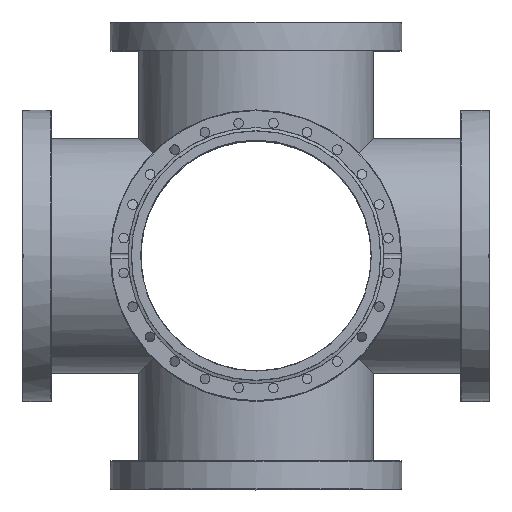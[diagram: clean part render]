
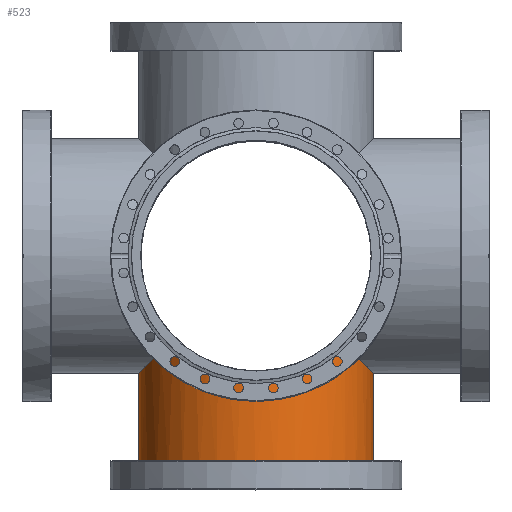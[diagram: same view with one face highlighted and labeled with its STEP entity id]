
A CAD part, top view. The second image highlights one B-rep face of the part: STEP entity #523.
In plain terms, the highlighted cylindrical face has radius 102 mm (diameter 204 mm), a full revolution.
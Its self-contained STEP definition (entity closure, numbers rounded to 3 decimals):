
#390=CARTESIAN_POINT('',(0.,102.,193.5));
#391=VERTEX_POINT('',#390);
#392=CARTESIAN_POINT('',(0.0,0.0,193.5));
#393=DIRECTION('',(0.0,0.0,-1.0));
#394=DIRECTION('',(-1.0,0.0,0.0));
#395=AXIS2_PLACEMENT_3D('',#392,#393,#394);
#396=CIRCLE('',#395,102.);
#397=EDGE_CURVE('',#391,#391,#396,.T.);
#420=CARTESIAN_POINT('',(-72.125,72.125,72.125));
#421=VERTEX_POINT('',#420);
#437=CARTESIAN_POINT('',(-72.125,-72.125,72.125));
#438=VERTEX_POINT('',#437);
#445=CARTESIAN_POINT('',(0.0,0.0,0.0));
#446=DIRECTION('',(0.707,0.,0.707));
#447=DIRECTION('',(-0.707,0.0,0.707));
#448=AXIS2_PLACEMENT_3D('',#445,#446,#447);
#449=ELLIPSE('',#448,144.25,102.0);
#450=EDGE_CURVE('',#421,#438,#449,.T.);
#460=CARTESIAN_POINT('',(72.125,72.125,72.125));
#461=VERTEX_POINT('',#460);
#470=CARTESIAN_POINT('',(72.125,-72.125,72.125));
#471=VERTEX_POINT('',#470);
#472=CARTESIAN_POINT('',(0.0,0.0,0.0));
#473=DIRECTION('',(-0.707,0.,0.707));
#474=DIRECTION('',(-0.707,0.0,-0.707));
#475=AXIS2_PLACEMENT_3D('',#472,#473,#474);
#476=ELLIPSE('',#475,144.25,102.);
#477=EDGE_CURVE('',#471,#461,#476,.T.);
#497=CARTESIAN_POINT('',(0.0,0.0,0.0));
#498=DIRECTION('',(0.0,0.0,1.0));
#499=DIRECTION('',(-1.0,0.0,0.0));
#500=AXIS2_PLACEMENT_3D('',#497,#498,#499);
#501=CYLINDRICAL_SURFACE('',#500,102.);
#502=ORIENTED_EDGE('',*,*,#397,.T.);
#503=EDGE_LOOP('',(#502));
#504=FACE_OUTER_BOUND('',#503,.T.);
#505=ORIENTED_EDGE('',*,*,#450,.T.);
#506=CARTESIAN_POINT('',(0.0,0.0,0.0));
#507=DIRECTION('',(0.0,0.707,0.707));
#508=DIRECTION('',(0.0,-0.707,0.707));
#509=AXIS2_PLACEMENT_3D('',#506,#507,#508);
#510=ELLIPSE('',#509,144.25,102.);
#511=EDGE_CURVE('',#438,#471,#510,.T.);
#512=ORIENTED_EDGE('',*,*,#511,.T.);
#513=ORIENTED_EDGE('',*,*,#477,.T.);
#514=CARTESIAN_POINT('',(0.0,0.0,0.0));
#515=DIRECTION('',(0.0,-0.707,0.707));
#516=DIRECTION('',(0.0,-0.707,-0.707));
#517=AXIS2_PLACEMENT_3D('',#514,#515,#516);
#518=ELLIPSE('',#517,144.25,102.0);
#519=EDGE_CURVE('',#461,#421,#518,.T.);
#520=ORIENTED_EDGE('',*,*,#519,.T.);
#521=EDGE_LOOP('',(#505,#512,#513,#520));
#522=FACE_BOUND('',#521,.T.);
#523=ADVANCED_FACE('',(#504,#522),#501,.T.);
